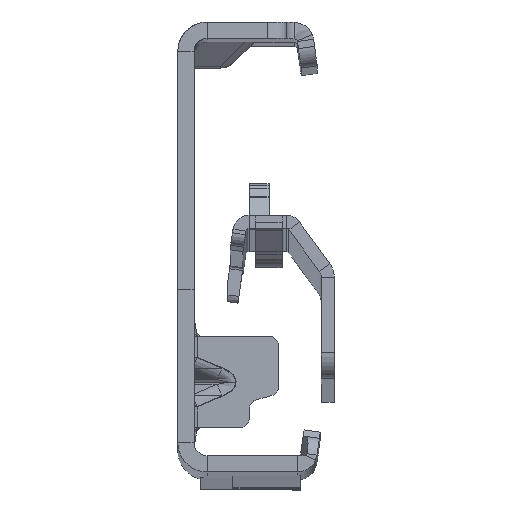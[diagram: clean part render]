
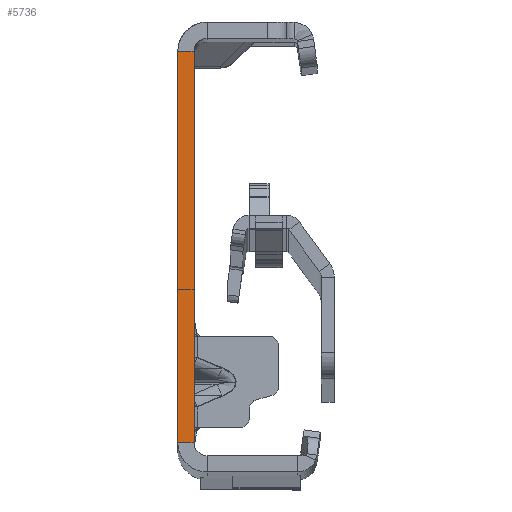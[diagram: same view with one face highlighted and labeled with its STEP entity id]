
A CAD part, top view. The second image highlights one B-rep face of the part: STEP entity #5736.
In plain terms, the highlighted planar face has unit normal (0, 0, 1).
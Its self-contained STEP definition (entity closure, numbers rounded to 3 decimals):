
#321 = AXIS2_PLACEMENT_3D ( 'NONE', #47456, #39731, #8906 ) ;
#1341 = LINE ( 'NONE', #46147, #44756 ) ;
#2833 = CARTESIAN_POINT ( 'NONE',  ( -2.5, 30., 0. ) ) ;
#3101 = CARTESIAN_POINT ( 'NONE',  ( -2.5, -32., 0. ) ) ;
#3317 = VECTOR ( 'NONE', #27047, 1000. ) ;
#3473 = VERTEX_POINT ( 'NONE', #10739 ) ;
#4352 = DIRECTION ( 'NONE',  ( -1., 0., 0. ) ) ;
#5736 = ADVANCED_FACE ( 'NONE', ( #28507 ), #24794, .T. ) ;
#5899 = CARTESIAN_POINT ( 'NONE',  ( 0., -30., 0. ) ) ;
#8317 = EDGE_CURVE ( 'NONE', #33009, #3473, #10601, .T. ) ;
#8906 = DIRECTION ( 'NONE',  ( 1., 0., 0. ) ) ;
#10601 = LINE ( 'NONE', #3101, #15603 ) ;
#10739 = CARTESIAN_POINT ( 'NONE',  ( -2.5, -30., 0. ) ) ;
#11443 = LINE ( 'NONE', #42014, #3317 ) ;
#12626 = ORIENTED_EDGE ( 'NONE', *, *, #21911, .F. ) ;
#14097 = DIRECTION ( 'NONE',  ( 0., -1., 0. ) ) ;
#15603 = VECTOR ( 'NONE', #14097, 1000. ) ;
#19298 = LINE ( 'NONE', #23255, #30880 ) ;
#20626 = ORIENTED_EDGE ( 'NONE', *, *, #8317, .T. ) ;
#21911 = EDGE_CURVE ( 'NONE', #32681, #22986, #19298, .T. ) ;
#22986 = VERTEX_POINT ( 'NONE', #5899 ) ;
#23255 = CARTESIAN_POINT ( 'NONE',  ( 0., -32., 0. ) ) ;
#24545 = CARTESIAN_POINT ( 'NONE',  ( 0., 30., 0. ) ) ;
#24794 = PLANE ( 'NONE',  #321 ) ;
#27047 = DIRECTION ( 'NONE',  ( -1., 0., 0. ) ) ;
#28507 = FACE_OUTER_BOUND ( 'NONE', #39248, .T. ) ;
#30880 = VECTOR ( 'NONE', #38407, 1000. ) ;
#32681 = VERTEX_POINT ( 'NONE', #24545 ) ;
#33009 = VERTEX_POINT ( 'NONE', #2833 ) ;
#34933 = ORIENTED_EDGE ( 'NONE', *, *, #38756, .F. ) ;
#37128 = ORIENTED_EDGE ( 'NONE', *, *, #41925, .T. ) ;
#38407 = DIRECTION ( 'NONE',  ( 0., -1., 0. ) ) ;
#38756 = EDGE_CURVE ( 'NONE', #22986, #3473, #11443, .T. ) ;
#39248 = EDGE_LOOP ( 'NONE', ( #12626, #37128, #20626, #34933 ) ) ;
#39731 = DIRECTION ( 'NONE',  ( 0., 0., 1. ) ) ;
#41925 = EDGE_CURVE ( 'NONE', #32681, #33009, #1341, .T. ) ;
#42014 = CARTESIAN_POINT ( 'NONE',  ( 0., -30., 0. ) ) ;
#44756 = VECTOR ( 'NONE', #4352, 1000. ) ;
#46147 = CARTESIAN_POINT ( 'NONE',  ( 0., 30., 0. ) ) ;
#47456 = CARTESIAN_POINT ( 'NONE',  ( -2.5, -32., 0. ) ) ;
